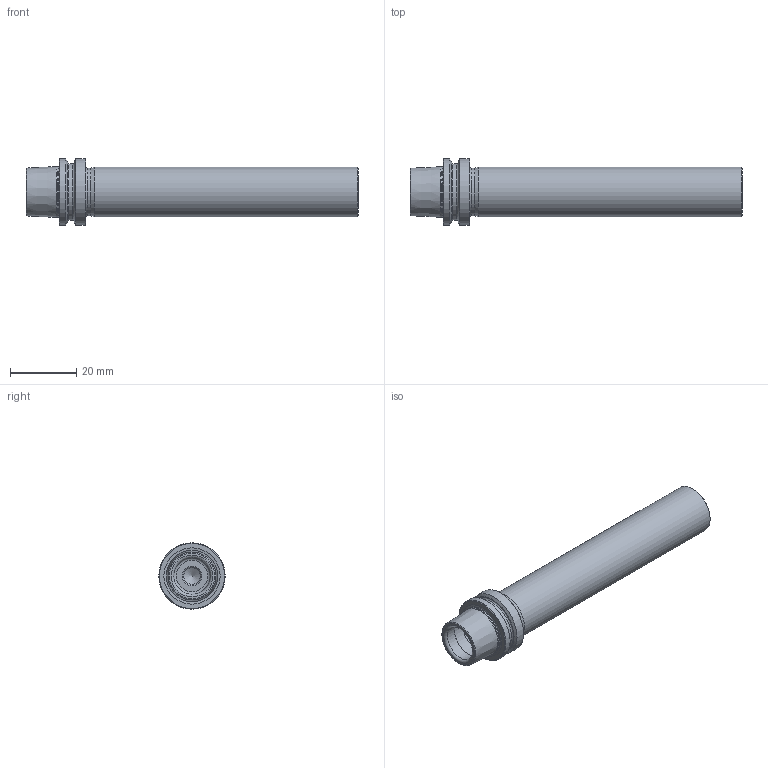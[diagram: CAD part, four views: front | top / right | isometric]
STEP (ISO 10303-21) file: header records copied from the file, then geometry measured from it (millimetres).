
FILE_DESCRIPTION(/* description */ ('Unknown'),/* implementation_level */ '2;1');
FILE_NAME(/* name */ '755620400',/* time_stamp */ '2022-06-13T14:21:14+02:00',/* author */ ('Unknown'),/* organization */ ('Unknown'),/* preprocessor_version */ 'ST-DEVELOPER v16.7',/* originating_system */ 'DEX',/* authorisation */ $);
FILE_SCHEMA (('AUTOMOTIVE_DESIGN {1 0 10303 214 3 1 1}'));
Length unit declared in the file: millimetre
Products named in the file (1): 0026158
Bounding box: 100 x 20 x 20 mm (x, y, z)
Volume: 15749.1 mm3; surface area: 6814.6 mm2
Topology: 1 solids, 1 shells, 46 faces, 95 edges, 56 vertices
Faces by surface type: cone 17, cylinder 12, torus 10, plane 7
Full cylindrical faces by diameter (mm): 5 x1, 6 x1, 6.5 x1, 11 x2, 13.1 x1, 14.4 x1, 15 x1, 15.112 x1, 17 x1, 20 x2
Entity records: 952 total; most frequent: DIRECTION 184, CARTESIAN_POINT 139, FACE_BOUND 92, AXIS2_PLACEMENT_3D 92, ORIENTED_EDGE 90, EDGE_LOOP 90, VERTEX_POINT 47, ADVANCED_FACE 46
